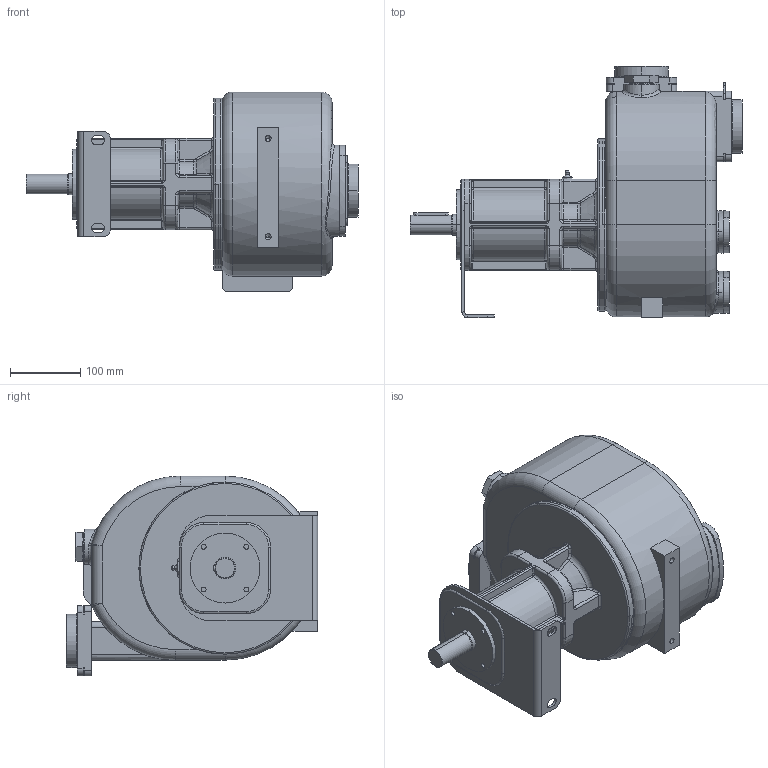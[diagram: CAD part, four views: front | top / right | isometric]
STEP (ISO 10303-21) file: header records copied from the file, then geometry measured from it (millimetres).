
FILE_DESCRIPTION((''),'2;1');
FILE_NAME('S_63_B','2023-02-08T11:03:47',('Nicola'),(''),'CREO PARAMETRIC BY PTC INC, 2022284','CREO PARAMETRIC BY PTC INC, 2022284','');
FILE_SCHEMA(('CONFIG_CONTROL_DESIGN'));
Length unit declared in the file: millimetre
Products named in the file (1): S_63_B
Bounding box: 472.5 x 358 x 284.5 mm (x, y, z)
Volume: 14416644.4 mm3; surface area: 541327.9 mm2
Topology: 1 solids, 2 shells, 679 faces, 1569 edges, 941 vertices
Faces by surface type: cylinder 275, plane 185, torus 91, bspline 64, cone 46, sphere 14, extrusion 4
Entity records: 29178 total; most frequent: CARTESIAN_POINT 13861, DIRECTION 3345, ORIENTED_EDGE 3130, EDGE_CURVE 1565, AXIS2_PLACEMENT_3D 1388, VERTEX_POINT 941, CIRCLE 773, EDGE_LOOP 734
